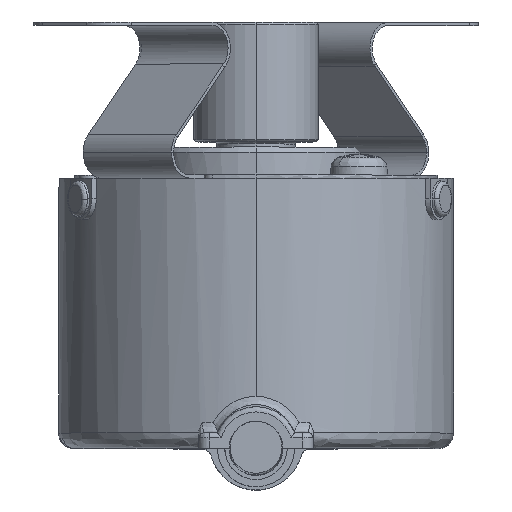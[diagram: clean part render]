
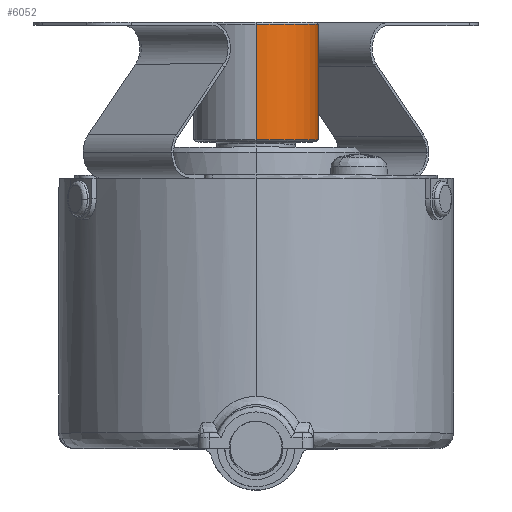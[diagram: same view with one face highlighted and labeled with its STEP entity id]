
A CAD part, top view. The second image highlights one B-rep face of the part: STEP entity #6052.
In plain terms, the highlighted cylindrical face has radius 6 mm (diameter 12 mm), a partial arc.
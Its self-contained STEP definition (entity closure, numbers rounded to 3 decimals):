
#469 = FACE_OUTER_BOUND ( 'NONE', #4400, .T. ) ;
#651 = CIRCLE ( 'NONE', #4424, 6. ) ;
#759 = CARTESIAN_POINT ( 'NONE',  ( 0.538, 26.511, -5.976 ) ) ;
#866 = ORIENTED_EDGE ( 'NONE', *, *, #4820, .T. ) ;
#975 = ORIENTED_EDGE ( 'NONE', *, *, #4016, .T. ) ;
#1147 = CARTESIAN_POINT ( 'NONE',  ( 0., 26.628, -6. ) ) ;
#1421 = CARTESIAN_POINT ( 'NONE',  ( 0., 16., 6. ) ) ;
#1468 = VECTOR ( 'NONE', #8820, 1000. ) ;
#1478 = LINE ( 'NONE', #7733, #1468 ) ;
#1567 = B_SPLINE_CURVE_WITH_KNOTS ( 'NONE', 3,
 ( #12735, #12780, #12019, #11933, #11888, #11847, #11802, #11758, #11671, #11618, #11521, #11468, #10916, #10876, #10796, #10725, #10681, #10634, #10548, #10508, #10467, #10425, #9896, #9861 ),
 .UNSPECIFIED., .F., .F.,
 ( 4, 2, 1, 2, 2, 2, 1, 2, 2, 2, 2, 2, 4 ),
 ( 0.5, 0.562, 0.594, 0.609, 0.625, 0.687, 0.719, 0.734, 0.75, 0.812, 0.844, 0.875, 1. ),
 .UNSPECIFIED. ) ;
#1727 = CARTESIAN_POINT ( 'NONE',  ( 0., 27.8, 6. ) ) ;
#1751 = VERTEX_POINT ( 'NONE', #5723 ) ;
#1852 = CARTESIAN_POINT ( 'NONE',  ( 0.561, 26.5, -5.974 ) ) ;
#2124 = DIRECTION ( 'NONE',  ( 0., -1., 0. ) ) ;
#2282 = CARTESIAN_POINT ( 'NONE',  ( 1.287, 25.755, -5.86 ) ) ;
#2295 = EDGE_CURVE ( 'NONE', #13387, #6042, #12173, .T. ) ;
#2907 = DIRECTION ( 'NONE',  ( 0., 1., 0. ) ) ;
#2971 = CARTESIAN_POINT ( 'NONE',  ( 0.351, 26.592, -5.992 ) ) ;
#3091 = CARTESIAN_POINT ( 'NONE',  ( 0., 16., -6. ) ) ;
#3133 = CARTESIAN_POINT ( 'NONE',  ( 1.45, 25.113, -5.822 ) ) ;
#3207 = CARTESIAN_POINT ( 'NONE',  ( 0.604, 26.479, -5.97 ) ) ;
#3248 = DIRECTION ( 'NONE',  ( 0., 1., 0. ) ) ;
#4016 = EDGE_CURVE ( 'NONE', #13387, #11353, #6752, .T. ) ;
#4147 = CARTESIAN_POINT ( 'NONE',  ( 0.178, 26.628, -6. ) ) ;
#4269 = EDGE_CURVE ( 'NONE', #11353, #1751, #1567, .T. ) ;
#4321 = DIRECTION ( 'NONE',  ( 0., 0., 1. ) ) ;
#4339 = CARTESIAN_POINT ( 'NONE',  ( 0., 16.7, -6. ) ) ;
#4400 = EDGE_LOOP ( 'NONE', ( #7827, #975, #7719, #866, #6593, #6476, #7075 ) ) ;
#4424 = AXIS2_PLACEMENT_3D ( 'NONE', #8630, #2124, #9748 ) ;
#4820 = EDGE_CURVE ( 'NONE', #1751, #11943, #5015, .T. ) ;
#5015 = B_SPLINE_CURVE_WITH_KNOTS ( 'NONE', 3,
 ( #6409, #3133, #8518, #9628, #10720, #12819, #13849, #2282, #13926, #12613, #11585, #10521, #9476, #8358, #7260, #6431, #5206, #5063, #3207, #1852, #759, #2971, #4147, #5101 ),
 .UNSPECIFIED., .F., .F.,
 ( 4, 2, 2, 2, 2, 1, 2, 2, 2, 1, 2, 2, 4 ),
 ( 0., 0.063, 0.094, 0.125, 0.187, 0.219, 0.234, 0.25, 0.312, 0.344, 0.359, 0.375, 0.5 ),
 .UNSPECIFIED. ) ;
#5063 = CARTESIAN_POINT ( 'NONE',  ( 0.667, 26.446, -5.963 ) ) ;
#5101 = CARTESIAN_POINT ( 'NONE',  ( 0., 26.628, -6. ) ) ;
#5206 = CARTESIAN_POINT ( 'NONE',  ( 0.728, 26.408, -5.956 ) ) ;
#5653 = EDGE_CURVE ( 'NONE', #11943, #12619, #1478, .T. ) ;
#5723 = CARTESIAN_POINT ( 'NONE',  ( 1.45, 25., -5.822 ) ) ;
#6013 = EDGE_CURVE ( 'NONE', #12619, #11403, #651, .T. ) ;
#6042 = VERTEX_POINT ( 'NONE', #12876 ) ;
#6052 = ADVANCED_FACE ( 'NONE', ( #469 ), #13953, .T. ) ;
#6107 = CARTESIAN_POINT ( 'NONE',  ( 0., 27.8, -6. ) ) ;
#6409 = CARTESIAN_POINT ( 'NONE',  ( 1.45, 25., -5.822 ) ) ;
#6431 = CARTESIAN_POINT ( 'NONE',  ( 0.846, 26.325, -5.941 ) ) ;
#6470 = CARTESIAN_POINT ( 'NONE',  ( 0., 16., 0. ) ) ;
#6476 = ORIENTED_EDGE ( 'NONE', *, *, #6013, .T. ) ;
#6593 = ORIENTED_EDGE ( 'NONE', *, *, #5653, .T. ) ;
#6736 = EDGE_CURVE ( 'NONE', #6042, #11403, #12126, .T. ) ;
#6739 = VECTOR ( 'NONE', #2907, 1000. ) ;
#6752 = LINE ( 'NONE', #3091, #6739 ) ;
#7075 = ORIENTED_EDGE ( 'NONE', *, *, #6736, .F. ) ;
#7260 = CARTESIAN_POINT ( 'NONE',  ( 0.919, 26.261, -5.93 ) ) ;
#7719 = ORIENTED_EDGE ( 'NONE', *, *, #4269, .T. ) ;
#7733 = CARTESIAN_POINT ( 'NONE',  ( 0., 16., -6. ) ) ;
#7827 = ORIENTED_EDGE ( 'NONE', *, *, #2295, .F. ) ;
#8358 = CARTESIAN_POINT ( 'NONE',  ( 1.006, 26.171, -5.915 ) ) ;
#8518 = CARTESIAN_POINT ( 'NONE',  ( 1.44, 25.224, -5.825 ) ) ;
#8630 = CARTESIAN_POINT ( 'NONE',  ( 0., 27.8, 0. ) ) ;
#8668 = AXIS2_PLACEMENT_3D ( 'NONE', #10196, #10157, #10139 ) ;
#8820 = DIRECTION ( 'NONE',  ( 0., 1., 0. ) ) ;
#9023 = DIRECTION ( 'NONE',  ( 0., 1., 0. ) ) ;
#9476 = CARTESIAN_POINT ( 'NONE',  ( 1.024, 26.15, -5.912 ) ) ;
#9628 = CARTESIAN_POINT ( 'NONE',  ( 1.409, 25.387, -5.832 ) ) ;
#9748 = DIRECTION ( 'NONE',  ( 0., 0., 1. ) ) ;
#9861 = CARTESIAN_POINT ( 'NONE',  ( 1.45, 25., -5.822 ) ) ;
#9896 = CARTESIAN_POINT ( 'NONE',  ( 1.45, 24.773, -5.822 ) ) ;
#10139 = DIRECTION ( 'NONE',  ( 1., 0., 0. ) ) ;
#10157 = DIRECTION ( 'NONE',  ( 0., -1., 0. ) ) ;
#10179 = CARTESIAN_POINT ( 'NONE',  ( 0., 23.372, -6. ) ) ;
#10196 = CARTESIAN_POINT ( 'NONE',  ( 0., 16.7, 0. ) ) ;
#10425 = CARTESIAN_POINT ( 'NONE',  ( 1.409, 24.556, -5.833 ) ) ;
#10467 = CARTESIAN_POINT ( 'NONE',  ( 1.307, 24.295, -5.856 ) ) ;
#10508 = CARTESIAN_POINT ( 'NONE',  ( 1.285, 24.247, -5.861 ) ) ;
#10521 = CARTESIAN_POINT ( 'NONE',  ( 1.059, 26.11, -5.906 ) ) ;
#10548 = CARTESIAN_POINT ( 'NONE',  ( 1.237, 24.151, -5.871 ) ) ;
#10634 = CARTESIAN_POINT ( 'NONE',  ( 1.211, 24.105, -5.877 ) ) ;
#10681 = CARTESIAN_POINT ( 'NONE',  ( 1.126, 23.971, -5.894 ) ) ;
#10720 = CARTESIAN_POINT ( 'NONE',  ( 1.396, 25.441, -5.835 ) ) ;
#10725 = CARTESIAN_POINT ( 'NONE',  ( 1.061, 23.888, -5.906 ) ) ;
#10796 = CARTESIAN_POINT ( 'NONE',  ( 0.97, 23.792, -5.921 ) ) ;
#10876 = CARTESIAN_POINT ( 'NONE',  ( 0.953, 23.776, -5.924 ) ) ;
#10916 = CARTESIAN_POINT ( 'NONE',  ( 0.918, 23.742, -5.929 ) ) ;
#11353 = VERTEX_POINT ( 'NONE', #10179 ) ;
#11403 = VERTEX_POINT ( 'NONE', #1727 ) ;
#11468 = CARTESIAN_POINT ( 'NONE',  ( 0.863, 23.692, -5.938 ) ) ;
#11521 = CARTESIAN_POINT ( 'NONE',  ( 0.806, 23.648, -5.946 ) ) ;
#11585 = CARTESIAN_POINT ( 'NONE',  ( 1.109, 26.049, -5.897 ) ) ;
#11618 = CARTESIAN_POINT ( 'NONE',  ( 0.689, 23.565, -5.961 ) ) ;
#11671 = CARTESIAN_POINT ( 'NONE',  ( 0.605, 23.518, -5.97 ) ) ;
#11702 = AXIS2_PLACEMENT_3D ( 'NONE', #6470, #3248, #4321 ) ;
#11746 = VECTOR ( 'NONE', #9023, 1000. ) ;
#11758 = CARTESIAN_POINT ( 'NONE',  ( 0.496, 23.471, -5.98 ) ) ;
#11802 = CARTESIAN_POINT ( 'NONE',  ( 0.476, 23.463, -5.981 ) ) ;
#11847 = CARTESIAN_POINT ( 'NONE',  ( 0.434, 23.447, -5.984 ) ) ;
#11888 = CARTESIAN_POINT ( 'NONE',  ( 0.37, 23.425, -5.989 ) ) ;
#11933 = CARTESIAN_POINT ( 'NONE',  ( 0.306, 23.408, -5.992 ) ) ;
#11943 = VERTEX_POINT ( 'NONE', #1147 ) ;
#12019 = CARTESIAN_POINT ( 'NONE',  ( 0.177, 23.381, -5.998 ) ) ;
#12126 = LINE ( 'NONE', #1421, #11746 ) ;
#12173 = CIRCLE ( 'NONE', #8668, 6. ) ;
#12613 = CARTESIAN_POINT ( 'NONE',  ( 1.154, 25.984, -5.888 ) ) ;
#12619 = VERTEX_POINT ( 'NONE', #6107 ) ;
#12735 = CARTESIAN_POINT ( 'NONE',  ( 0., 23.372, -6. ) ) ;
#12780 = CARTESIAN_POINT ( 'NONE',  ( 0.089, 23.372, -6. ) ) ;
#12819 = CARTESIAN_POINT ( 'NONE',  ( 1.366, 25.548, -5.843 ) ) ;
#12876 = CARTESIAN_POINT ( 'NONE',  ( 0., 16.7, 6. ) ) ;
#13387 = VERTEX_POINT ( 'NONE', #4339 ) ;
#13849 = CARTESIAN_POINT ( 'NONE',  ( 1.347, 25.602, -5.847 ) ) ;
#13926 = CARTESIAN_POINT ( 'NONE',  ( 1.239, 25.85, -5.871 ) ) ;
#13953 = CYLINDRICAL_SURFACE ( 'NONE', #11702, 6. ) ;
